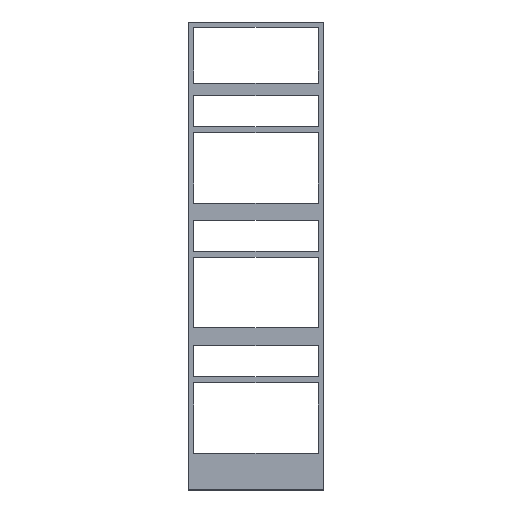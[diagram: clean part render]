
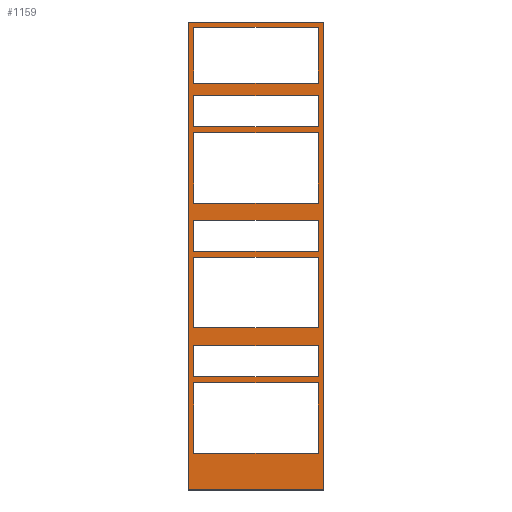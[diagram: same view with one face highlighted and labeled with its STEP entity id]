
A CAD part, top view. The second image highlights one B-rep face of the part: STEP entity #1159.
In plain terms, the highlighted planar face has unit normal (0, 0, 1).
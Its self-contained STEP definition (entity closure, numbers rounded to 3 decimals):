
#24 = VERTEX_POINT('',#25);
#25 = CARTESIAN_POINT('',(0.5,-1.7,2.4));
#31 = EDGE_CURVE('',#24,#32,#34,.T.);
#32 = VERTEX_POINT('',#33);
#33 = CARTESIAN_POINT('',(33.33,-1.7,2.4));
#34 = LINE('',#35,#36);
#35 = CARTESIAN_POINT('',(0.5,-1.7,2.4));
#36 = VECTOR('',#37,1.);
#37 = DIRECTION('',(1.,0.,0.));
#62 = EDGE_CURVE('',#32,#63,#65,.T.);
#63 = VERTEX_POINT('',#64);
#64 = CARTESIAN_POINT('',(33.33,-114.9,2.4));
#65 = LINE('',#66,#67);
#66 = CARTESIAN_POINT('',(33.33,-1.7,2.4));
#67 = VECTOR('',#68,1.);
#68 = DIRECTION('',(0.,-1.,0.));
#93 = EDGE_CURVE('',#63,#94,#96,.T.);
#94 = VERTEX_POINT('',#95);
#95 = CARTESIAN_POINT('',(0.5,-114.9,2.4));
#96 = LINE('',#97,#98);
#97 = CARTESIAN_POINT('',(33.33,-114.9,2.4));
#98 = VECTOR('',#99,1.);
#99 = DIRECTION('',(-1.,0.,0.));
#124 = EDGE_CURVE('',#94,#24,#125,.T.);
#125 = LINE('',#126,#127);
#126 = CARTESIAN_POINT('',(0.5,-114.9,2.4));
#127 = VECTOR('',#128,1.);
#128 = DIRECTION('',(0.,1.,0.));
#148 = VERTEX_POINT('',#149);
#149 = CARTESIAN_POINT('',(1.8,-28.5,2.4));
#155 = EDGE_CURVE('',#148,#156,#158,.T.);
#156 = VERTEX_POINT('',#157);
#157 = CARTESIAN_POINT('',(32.03,-28.5,2.4));
#158 = LINE('',#159,#160);
#159 = CARTESIAN_POINT('',(1.8,-28.5,2.4));
#160 = VECTOR('',#161,1.);
#161 = DIRECTION('',(1.,0.,0.));
#186 = EDGE_CURVE('',#156,#187,#189,.T.);
#187 = VERTEX_POINT('',#188);
#188 = CARTESIAN_POINT('',(32.03,-45.5,2.4));
#189 = LINE('',#190,#191);
#190 = CARTESIAN_POINT('',(32.03,-28.5,2.4));
#191 = VECTOR('',#192,1.);
#192 = DIRECTION('',(0.,-1.,0.));
#217 = EDGE_CURVE('',#187,#218,#220,.T.);
#218 = VERTEX_POINT('',#219);
#219 = CARTESIAN_POINT('',(1.8,-45.5,2.4));
#220 = LINE('',#221,#222);
#221 = CARTESIAN_POINT('',(32.03,-45.5,2.4));
#222 = VECTOR('',#223,1.);
#223 = DIRECTION('',(-1.,0.,0.));
#248 = EDGE_CURVE('',#218,#249,#251,.T.);
#249 = VERTEX_POINT('',#250);
#250 = CARTESIAN_POINT('',(1.8,-37.,2.4));
#251 = LINE('',#252,#253);
#252 = CARTESIAN_POINT('',(1.8,-45.5,2.4));
#253 = VECTOR('',#254,1.);
#254 = DIRECTION('',(0.,1.,0.));
#279 = EDGE_CURVE('',#249,#148,#280,.T.);
#280 = LINE('',#281,#282);
#281 = CARTESIAN_POINT('',(1.8,-37.,2.4));
#282 = VECTOR('',#283,1.);
#283 = DIRECTION('',(0.,1.,0.));
#303 = VERTEX_POINT('',#304);
#304 = CARTESIAN_POINT('',(1.8,-58.6,2.4));
#310 = EDGE_CURVE('',#303,#311,#313,.T.);
#311 = VERTEX_POINT('',#312);
#312 = CARTESIAN_POINT('',(32.03,-58.6,2.4));
#313 = LINE('',#314,#315);
#314 = CARTESIAN_POINT('',(1.8,-58.6,2.4));
#315 = VECTOR('',#316,1.);
#316 = DIRECTION('',(1.,0.,0.));
#341 = EDGE_CURVE('',#311,#342,#344,.T.);
#342 = VERTEX_POINT('',#343);
#343 = CARTESIAN_POINT('',(32.03,-75.6,2.4));
#344 = LINE('',#345,#346);
#345 = CARTESIAN_POINT('',(32.03,-58.6,2.4));
#346 = VECTOR('',#347,1.);
#347 = DIRECTION('',(0.,-1.,0.));
#372 = EDGE_CURVE('',#342,#373,#375,.T.);
#373 = VERTEX_POINT('',#374);
#374 = CARTESIAN_POINT('',(1.8,-75.6,2.4));
#375 = LINE('',#376,#377);
#376 = CARTESIAN_POINT('',(32.03,-75.6,2.4));
#377 = VECTOR('',#378,1.);
#378 = DIRECTION('',(-1.,0.,0.));
#403 = EDGE_CURVE('',#373,#404,#406,.T.);
#404 = VERTEX_POINT('',#405);
#405 = CARTESIAN_POINT('',(1.8,-67.1,2.4));
#406 = LINE('',#407,#408);
#407 = CARTESIAN_POINT('',(1.8,-75.6,2.4));
#408 = VECTOR('',#409,1.);
#409 = DIRECTION('',(0.,1.,0.));
#434 = EDGE_CURVE('',#404,#303,#435,.T.);
#435 = LINE('',#436,#437);
#436 = CARTESIAN_POINT('',(1.8,-67.1,2.4));
#437 = VECTOR('',#438,1.);
#438 = DIRECTION('',(0.,1.,0.));
#458 = VERTEX_POINT('',#459);
#459 = CARTESIAN_POINT('',(1.8,-89.,2.4));
#465 = EDGE_CURVE('',#458,#466,#468,.T.);
#466 = VERTEX_POINT('',#467);
#467 = CARTESIAN_POINT('',(32.03,-89.,2.4));
#468 = LINE('',#469,#470);
#469 = CARTESIAN_POINT('',(1.8,-89.,2.4));
#470 = VECTOR('',#471,1.);
#471 = DIRECTION('',(1.,0.,0.));
#496 = EDGE_CURVE('',#466,#497,#499,.T.);
#497 = VERTEX_POINT('',#498);
#498 = CARTESIAN_POINT('',(32.03,-106.,2.4));
#499 = LINE('',#500,#501);
#500 = CARTESIAN_POINT('',(32.03,-89.,2.4));
#501 = VECTOR('',#502,1.);
#502 = DIRECTION('',(0.,-1.,0.));
#527 = EDGE_CURVE('',#497,#528,#530,.T.);
#528 = VERTEX_POINT('',#529);
#529 = CARTESIAN_POINT('',(1.8,-106.,2.4));
#530 = LINE('',#531,#532);
#531 = CARTESIAN_POINT('',(32.03,-106.,2.4));
#532 = VECTOR('',#533,1.);
#533 = DIRECTION('',(-1.,0.,0.));
#558 = EDGE_CURVE('',#528,#559,#561,.T.);
#559 = VERTEX_POINT('',#560);
#560 = CARTESIAN_POINT('',(1.8,-97.5,2.4));
#561 = LINE('',#562,#563);
#562 = CARTESIAN_POINT('',(1.8,-106.,2.4));
#563 = VECTOR('',#564,1.);
#564 = DIRECTION('',(0.,1.,0.));
#589 = EDGE_CURVE('',#559,#458,#590,.T.);
#590 = LINE('',#591,#592);
#591 = CARTESIAN_POINT('',(1.8,-97.5,2.4));
#592 = VECTOR('',#593,1.);
#593 = DIRECTION('',(0.,1.,0.));
#613 = VERTEX_POINT('',#614);
#614 = CARTESIAN_POINT('',(1.8,-16.5,2.4));
#620 = EDGE_CURVE('',#613,#621,#623,.T.);
#621 = VERTEX_POINT('',#622);
#622 = CARTESIAN_POINT('',(1.8,-3.,2.4));
#623 = LINE('',#624,#625);
#624 = CARTESIAN_POINT('',(1.8,-16.5,2.4));
#625 = VECTOR('',#626,1.);
#626 = DIRECTION('',(0.,1.,0.));
#651 = EDGE_CURVE('',#621,#652,#654,.T.);
#652 = VERTEX_POINT('',#653);
#653 = CARTESIAN_POINT('',(32.03,-3.,2.4));
#654 = LINE('',#655,#656);
#655 = CARTESIAN_POINT('',(1.8,-3.,2.4));
#656 = VECTOR('',#657,1.);
#657 = DIRECTION('',(1.,0.,0.));
#682 = EDGE_CURVE('',#652,#683,#685,.T.);
#683 = VERTEX_POINT('',#684);
#684 = CARTESIAN_POINT('',(32.03,-16.5,2.4));
#685 = LINE('',#686,#687);
#686 = CARTESIAN_POINT('',(32.03,-3.,2.4));
#687 = VECTOR('',#688,1.);
#688 = DIRECTION('',(0.,-1.,0.));
#713 = EDGE_CURVE('',#613,#683,#714,.T.);
#714 = LINE('',#715,#716);
#715 = CARTESIAN_POINT('',(1.8,-16.5,2.4));
#716 = VECTOR('',#717,1.);
#717 = DIRECTION('',(1.,0.,0.));
#737 = VERTEX_POINT('',#738);
#738 = CARTESIAN_POINT('',(32.03,-27.,2.4));
#744 = EDGE_CURVE('',#737,#745,#747,.T.);
#745 = VERTEX_POINT('',#746);
#746 = CARTESIAN_POINT('',(1.8,-27.,2.4));
#747 = LINE('',#748,#749);
#748 = CARTESIAN_POINT('',(32.03,-27.,2.4));
#749 = VECTOR('',#750,1.);
#750 = DIRECTION('',(-1.,0.,0.));
#775 = EDGE_CURVE('',#745,#776,#778,.T.);
#776 = VERTEX_POINT('',#777);
#777 = CARTESIAN_POINT('',(1.8,-19.5,2.4));
#778 = LINE('',#779,#780);
#779 = CARTESIAN_POINT('',(1.8,-27.,2.4));
#780 = VECTOR('',#781,1.);
#781 = DIRECTION('',(0.,1.,0.));
#806 = EDGE_CURVE('',#776,#807,#809,.T.);
#807 = VERTEX_POINT('',#808);
#808 = CARTESIAN_POINT('',(32.03,-19.5,2.4));
#809 = LINE('',#810,#811);
#810 = CARTESIAN_POINT('',(1.8,-19.5,2.4));
#811 = VECTOR('',#812,1.);
#812 = DIRECTION('',(1.,0.,0.));
#837 = EDGE_CURVE('',#807,#737,#838,.T.);
#838 = LINE('',#839,#840);
#839 = CARTESIAN_POINT('',(32.03,-19.5,2.4));
#840 = VECTOR('',#841,1.);
#841 = DIRECTION('',(0.,-1.,0.));
#861 = VERTEX_POINT('',#862);
#862 = CARTESIAN_POINT('',(1.8,-49.6,2.4));
#868 = EDGE_CURVE('',#861,#869,#871,.T.);
#869 = VERTEX_POINT('',#870);
#870 = CARTESIAN_POINT('',(32.03,-49.6,2.4));
#871 = LINE('',#872,#873);
#872 = CARTESIAN_POINT('',(1.8,-49.6,2.4));
#873 = VECTOR('',#874,1.);
#874 = DIRECTION('',(1.,0.,0.));
#899 = EDGE_CURVE('',#869,#900,#902,.T.);
#900 = VERTEX_POINT('',#901);
#901 = CARTESIAN_POINT('',(32.03,-57.1,2.4));
#902 = LINE('',#903,#904);
#903 = CARTESIAN_POINT('',(32.03,-49.6,2.4));
#904 = VECTOR('',#905,1.);
#905 = DIRECTION('',(0.,-1.,0.));
#930 = EDGE_CURVE('',#900,#931,#933,.T.);
#931 = VERTEX_POINT('',#932);
#932 = CARTESIAN_POINT('',(1.8,-57.1,2.4));
#933 = LINE('',#934,#935);
#934 = CARTESIAN_POINT('',(32.03,-57.1,2.4));
#935 = VECTOR('',#936,1.);
#936 = DIRECTION('',(-1.,0.,0.));
#961 = EDGE_CURVE('',#931,#861,#962,.T.);
#962 = LINE('',#963,#964);
#963 = CARTESIAN_POINT('',(1.8,-57.1,2.4));
#964 = VECTOR('',#965,1.);
#965 = DIRECTION('',(0.,1.,0.));
#985 = VERTEX_POINT('',#986);
#986 = CARTESIAN_POINT('',(1.8,-80.,2.4));
#992 = EDGE_CURVE('',#985,#993,#995,.T.);
#993 = VERTEX_POINT('',#994);
#994 = CARTESIAN_POINT('',(32.03,-80.,2.4));
#995 = LINE('',#996,#997);
#996 = CARTESIAN_POINT('',(1.8,-80.,2.4));
#997 = VECTOR('',#998,1.);
#998 = DIRECTION('',(1.,0.,0.));
#1023 = EDGE_CURVE('',#993,#1024,#1026,.T.);
#1024 = VERTEX_POINT('',#1025);
#1025 = CARTESIAN_POINT('',(32.03,-87.5,2.4));
#1026 = LINE('',#1027,#1028);
#1027 = CARTESIAN_POINT('',(32.03,-80.,2.4));
#1028 = VECTOR('',#1029,1.);
#1029 = DIRECTION('',(0.,-1.,0.));
#1054 = EDGE_CURVE('',#1024,#1055,#1057,.T.);
#1055 = VERTEX_POINT('',#1056);
#1056 = CARTESIAN_POINT('',(1.8,-87.5,2.4));
#1057 = LINE('',#1058,#1059);
#1058 = CARTESIAN_POINT('',(32.03,-87.5,2.4));
#1059 = VECTOR('',#1060,1.);
#1060 = DIRECTION('',(-1.,0.,0.));
#1085 = EDGE_CURVE('',#1055,#985,#1086,.T.);
#1086 = LINE('',#1087,#1088);
#1087 = CARTESIAN_POINT('',(1.8,-87.5,2.4));
#1088 = VECTOR('',#1089,1.);
#1089 = DIRECTION('',(0.,1.,0.));
#1159 = ADVANCED_FACE('',(#1160,#1166,#1173,#1180,#1187,#1193,#1199,
    #1205),#1211,.T.);
#1160 = FACE_BOUND('',#1161,.F.);
#1161 = EDGE_LOOP('',(#1162,#1163,#1164,#1165));
#1162 = ORIENTED_EDGE('',*,*,#31,.T.);
#1163 = ORIENTED_EDGE('',*,*,#62,.T.);
#1164 = ORIENTED_EDGE('',*,*,#93,.T.);
#1165 = ORIENTED_EDGE('',*,*,#124,.T.);
#1166 = FACE_BOUND('',#1167,.T.);
#1167 = EDGE_LOOP('',(#1168,#1169,#1170,#1171,#1172));
#1168 = ORIENTED_EDGE('',*,*,#155,.T.);
#1169 = ORIENTED_EDGE('',*,*,#186,.T.);
#1170 = ORIENTED_EDGE('',*,*,#217,.T.);
#1171 = ORIENTED_EDGE('',*,*,#248,.T.);
#1172 = ORIENTED_EDGE('',*,*,#279,.T.);
#1173 = FACE_BOUND('',#1174,.T.);
#1174 = EDGE_LOOP('',(#1175,#1176,#1177,#1178,#1179));
#1175 = ORIENTED_EDGE('',*,*,#310,.T.);
#1176 = ORIENTED_EDGE('',*,*,#341,.T.);
#1177 = ORIENTED_EDGE('',*,*,#372,.T.);
#1178 = ORIENTED_EDGE('',*,*,#403,.T.);
#1179 = ORIENTED_EDGE('',*,*,#434,.T.);
#1180 = FACE_BOUND('',#1181,.T.);
#1181 = EDGE_LOOP('',(#1182,#1183,#1184,#1185,#1186));
#1182 = ORIENTED_EDGE('',*,*,#465,.T.);
#1183 = ORIENTED_EDGE('',*,*,#496,.T.);
#1184 = ORIENTED_EDGE('',*,*,#527,.T.);
#1185 = ORIENTED_EDGE('',*,*,#558,.T.);
#1186 = ORIENTED_EDGE('',*,*,#589,.T.);
#1187 = FACE_BOUND('',#1188,.T.);
#1188 = EDGE_LOOP('',(#1189,#1190,#1191,#1192));
#1189 = ORIENTED_EDGE('',*,*,#620,.T.);
#1190 = ORIENTED_EDGE('',*,*,#651,.T.);
#1191 = ORIENTED_EDGE('',*,*,#682,.T.);
#1192 = ORIENTED_EDGE('',*,*,#713,.F.);
#1193 = FACE_BOUND('',#1194,.T.);
#1194 = EDGE_LOOP('',(#1195,#1196,#1197,#1198));
#1195 = ORIENTED_EDGE('',*,*,#744,.T.);
#1196 = ORIENTED_EDGE('',*,*,#775,.T.);
#1197 = ORIENTED_EDGE('',*,*,#806,.T.);
#1198 = ORIENTED_EDGE('',*,*,#837,.T.);
#1199 = FACE_BOUND('',#1200,.T.);
#1200 = EDGE_LOOP('',(#1201,#1202,#1203,#1204));
#1201 = ORIENTED_EDGE('',*,*,#868,.T.);
#1202 = ORIENTED_EDGE('',*,*,#899,.T.);
#1203 = ORIENTED_EDGE('',*,*,#930,.T.);
#1204 = ORIENTED_EDGE('',*,*,#961,.T.);
#1205 = FACE_BOUND('',#1206,.T.);
#1206 = EDGE_LOOP('',(#1207,#1208,#1209,#1210));
#1207 = ORIENTED_EDGE('',*,*,#992,.T.);
#1208 = ORIENTED_EDGE('',*,*,#1023,.T.);
#1209 = ORIENTED_EDGE('',*,*,#1054,.T.);
#1210 = ORIENTED_EDGE('',*,*,#1085,.T.);
#1211 = PLANE('',#1212);
#1212 = AXIS2_PLACEMENT_3D('',#1213,#1214,#1215);
#1213 = CARTESIAN_POINT('',(16.915,-55.127,2.4));
#1214 = DIRECTION('',(0.,0.,1.));
#1215 = DIRECTION('',(1.,0.,0.));
